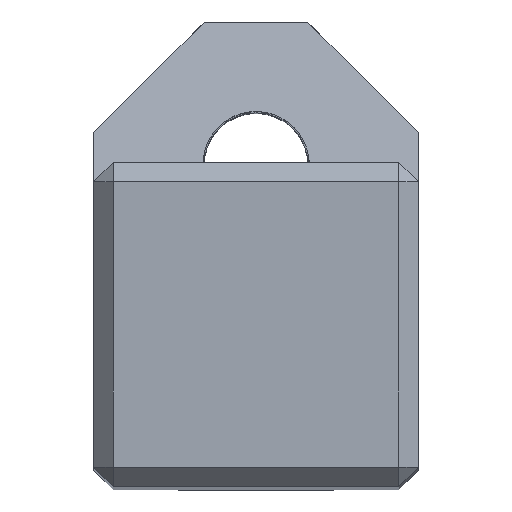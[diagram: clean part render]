
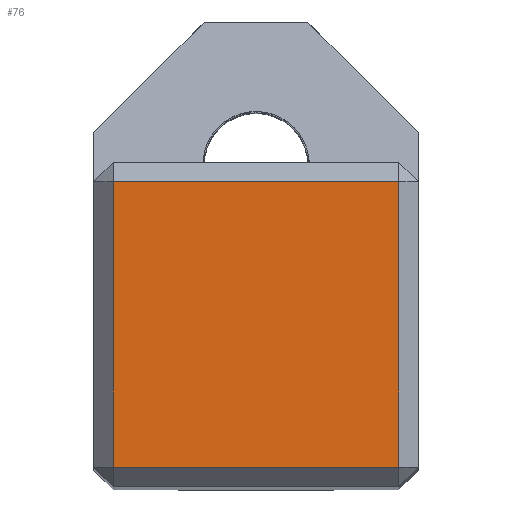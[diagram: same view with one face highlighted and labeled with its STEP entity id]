
A CAD part, top view. The second image highlights one B-rep face of the part: STEP entity #76.
In plain terms, the highlighted planar face has unit normal (0, 0, 1).
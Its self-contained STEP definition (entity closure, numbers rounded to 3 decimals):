
#44=PLANE('',#657);
#76=ADVANCED_FACE('',(#108),#44,.T.);
#108=FACE_OUTER_BOUND('',#140,.T.);
#140=EDGE_LOOP('',(#237,#238,#239,#240));
#237=ORIENTED_EDGE('',*,*,#434,.T.);
#238=ORIENTED_EDGE('',*,*,#435,.T.);
#239=ORIENTED_EDGE('',*,*,#436,.T.);
#240=ORIENTED_EDGE('',*,*,#437,.T.);
#372=VERTEX_POINT('',#950);
#373=VERTEX_POINT('',#951);
#374=VERTEX_POINT('',#953);
#375=VERTEX_POINT('',#955);
#434=EDGE_CURVE('',#372,#373,#508,.T.);
#435=EDGE_CURVE('',#373,#374,#509,.T.);
#436=EDGE_CURVE('',#374,#375,#510,.T.);
#437=EDGE_CURVE('',#375,#372,#511,.T.);
#508=LINE('',#949,#581);
#509=LINE('',#952,#582);
#510=LINE('',#954,#583);
#511=LINE('',#956,#584);
#581=VECTOR('',#763,1.);
#582=VECTOR('',#764,1.);
#583=VECTOR('',#765,1.);
#584=VECTOR('',#766,1.);
#657=AXIS2_PLACEMENT_3D('',#957,#767,#768);
#763=DIRECTION('',(1.,0.,0.));
#764=DIRECTION('',(0.,1.,0.));
#765=DIRECTION('',(-1.,0.,0.));
#766=DIRECTION('',(0.,-1.,0.));
#767=DIRECTION('',(0.,0.,1.));
#768=DIRECTION('',(0.,-1.,0.));
#949=CARTESIAN_POINT('',(0.,1.5,0.));
#950=CARTESIAN_POINT('',(-23.5,1.5,0.));
#951=CARTESIAN_POINT('',(-1.5,1.5,0.));
#952=CARTESIAN_POINT('',(-1.5,0.,0.));
#953=CARTESIAN_POINT('',(-1.5,23.5,0.));
#954=CARTESIAN_POINT('',(0.,23.5,0.));
#955=CARTESIAN_POINT('',(-23.5,23.5,0.));
#956=CARTESIAN_POINT('',(-23.5,0.,0.));
#957=CARTESIAN_POINT('',(0.,0.,0.));
